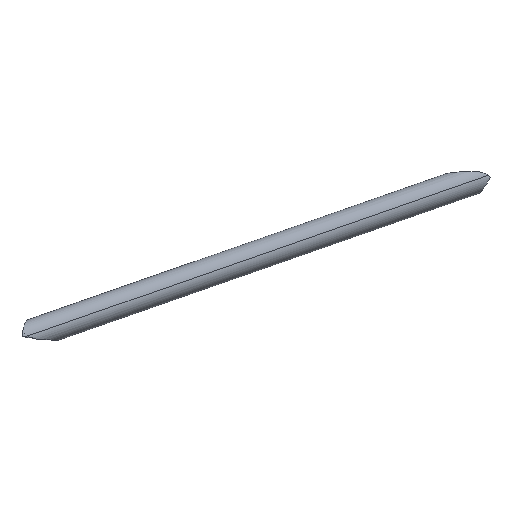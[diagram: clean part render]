
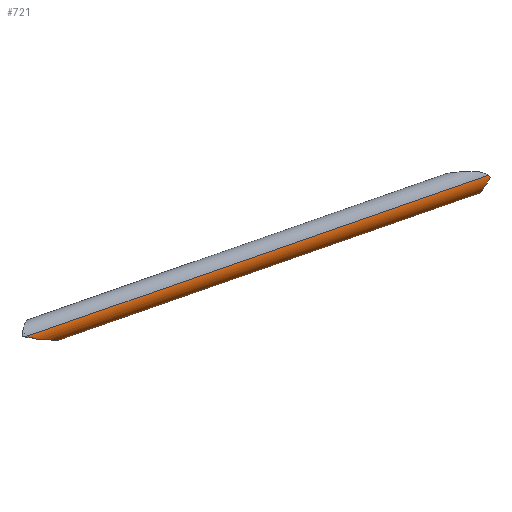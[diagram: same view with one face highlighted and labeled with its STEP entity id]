
A CAD part, front view. The second image highlights one B-rep face of the part: STEP entity #721.
In plain terms, the highlighted cylindrical face has radius 12.5 mm (diameter 25 mm), a partial arc.
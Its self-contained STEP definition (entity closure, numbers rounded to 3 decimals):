
#58=CARTESIAN_POINT('Control Point',(40.835,-169.669,295.928)) ;
#59=CARTESIAN_POINT('Control Point',(40.444,-170.027,294.889)) ;
#60=CARTESIAN_POINT('Control Point',(40.011,-170.456,293.89)) ;
#61=CARTESIAN_POINT('Control Point',(39.571,-170.948,292.925)) ;
#62=CARTESIAN_POINT('Control Point',(38.776,-171.952,291.242)) ;
#63=CARTESIAN_POINT('Control Point',(38.032,-173.179,289.691)) ;
#64=CARTESIAN_POINT('Control Point',(37.716,-173.773,289.028)) ;
#65=CARTESIAN_POINT('Control Point',(37.073,-175.189,287.65)) ;
#66=CARTESIAN_POINT('Control Point',(36.591,-176.855,286.5)) ;
#67=CARTESIAN_POINT('Control Point',(36.391,-177.842,285.958)) ;
#68=CARTESIAN_POINT('Control Point',(36.284,-178.902,285.544)) ;
#69=CARTESIAN_POINT('Control Point',(36.284,-180.,285.286)) ;
#70=CARTESIAN_POINT('Vertex',(40.835,-169.669,295.928)) ;
#72=CARTESIAN_POINT('Vertex',(36.284,-180.,285.286)) ;
#119=CARTESIAN_POINT('Vertex',(45.95,-193.312,298.95)) ;
#191=CARTESIAN_POINT('Control Point',(32.698,-170.097,297.563)) ;
#192=CARTESIAN_POINT('Control Point',(34.341,-169.863,297.378)) ;
#193=CARTESIAN_POINT('Control Point',(35.986,-169.679,297.157)) ;
#194=CARTESIAN_POINT('Control Point',(37.623,-169.561,296.882)) ;
#195=CARTESIAN_POINT('Control Point',(39.277,-169.515,296.508)) ;
#196=CARTESIAN_POINT('Control Point',(40.835,-169.669,295.928)) ;
#197=CARTESIAN_POINT('Vertex',(32.698,-170.097,297.563)) ;
#249=CARTESIAN_POINT('Vertex',(44.599,-193.652,300.486)) ;
#253=CARTESIAN_POINT('Control Point',(45.95,-193.312,298.95)) ;
#254=CARTESIAN_POINT('Control Point',(45.571,-193.469,299.509)) ;
#255=CARTESIAN_POINT('Control Point',(45.118,-193.578,300.031)) ;
#256=CARTESIAN_POINT('Control Point',(44.599,-193.652,300.486)) ;
#287=CARTESIAN_POINT('Control Point',(45.95,-193.312,298.95)) ;
#288=CARTESIAN_POINT('Control Point',(45.71,-193.234,298.109)) ;
#289=CARTESIAN_POINT('Control Point',(45.385,-193.122,297.296)) ;
#290=CARTESIAN_POINT('Control Point',(45.017,-192.982,296.513)) ;
#291=CARTESIAN_POINT('Control Point',(44.418,-192.725,295.362)) ;
#292=CARTESIAN_POINT('Control Point',(43.774,-192.398,294.255)) ;
#293=CARTESIAN_POINT('Control Point',(43.553,-192.28,293.886)) ;
#294=CARTESIAN_POINT('Control Point',(42.885,-191.903,292.804)) ;
#295=CARTESIAN_POINT('Control Point',(42.197,-191.449,291.765)) ;
#296=CARTESIAN_POINT('Control Point',(41.736,-191.111,291.094)) ;
#297=CARTESIAN_POINT('Control Point',(40.814,-190.358,289.794)) ;
#298=CARTESIAN_POINT('Control Point',(39.908,-189.433,288.598)) ;
#299=CARTESIAN_POINT('Control Point',(39.463,-188.924,288.03)) ;
#300=CARTESIAN_POINT('Control Point',(38.615,-187.821,286.988)) ;
#301=CARTESIAN_POINT('Control Point',(37.854,-186.509,286.138)) ;
#302=CARTESIAN_POINT('Control Point',(37.507,-185.808,285.777)) ;
#303=CARTESIAN_POINT('Control Point',(36.889,-184.285,285.199)) ;
#304=CARTESIAN_POINT('Control Point',(36.485,-182.603,284.982)) ;
#305=CARTESIAN_POINT('Control Point',(36.348,-181.727,284.979)) ;
#306=CARTESIAN_POINT('Control Point',(36.284,-180.852,285.086)) ;
#307=CARTESIAN_POINT('Control Point',(36.284,-180.,285.286)) ;
#489=CARTESIAN_POINT('Vertex',(-353.13,-225.122,162.868)) ;
#493=CARTESIAN_POINT('Control Point',(-353.13,-225.122,162.868)) ;
#494=CARTESIAN_POINT('Control Point',(-352.555,-225.04,162.557)) ;
#495=CARTESIAN_POINT('Control Point',(-351.923,-224.974,162.347)) ;
#496=CARTESIAN_POINT('Control Point',(-351.288,-224.916,162.18)) ;
#497=CARTESIAN_POINT('Control Point',(-349.745,-224.799,161.842)) ;
#498=CARTESIAN_POINT('Control Point',(-348.181,-224.729,161.606)) ;
#499=CARTESIAN_POINT('Control Point',(-347.266,-224.703,161.48)) ;
#500=CARTESIAN_POINT('Control Point',(-344.371,-224.671,161.119)) ;
#501=CARTESIAN_POINT('Control Point',(-341.47,-224.801,160.827)) ;
#502=CARTESIAN_POINT('Control Point',(-339.493,-224.973,160.636)) ;
#503=CARTESIAN_POINT('Control Point',(-335.991,-225.445,160.313)) ;
#504=CARTESIAN_POINT('Control Point',(-332.564,-226.308,160.013)) ;
#505=CARTESIAN_POINT('Control Point',(-331.105,-226.77,159.887)) ;
#506=CARTESIAN_POINT('Control Point',(-328.843,-227.671,159.696)) ;
#507=CARTESIAN_POINT('Control Point',(-326.797,-228.973,159.526)) ;
#508=CARTESIAN_POINT('Control Point',(-326.093,-229.508,159.468)) ;
#509=CARTESIAN_POINT('Control Point',(-325.125,-230.433,159.389)) ;
#510=CARTESIAN_POINT('Control Point',(-324.404,-231.549,159.33)) ;
#511=CARTESIAN_POINT('Control Point',(-324.194,-231.951,159.314)) ;
#512=CARTESIAN_POINT('Control Point',(-323.832,-232.863,159.285)) ;
#513=CARTESIAN_POINT('Control Point',(-323.694,-233.836,159.274)) ;
#514=CARTESIAN_POINT('Control Point',(-323.692,-234.367,159.274)) ;
#515=CARTESIAN_POINT('Control Point',(-323.84,-235.57,159.286)) ;
#516=CARTESIAN_POINT('Control Point',(-324.282,-236.704,159.321)) ;
#517=CARTESIAN_POINT('Control Point',(-324.604,-237.311,159.346)) ;
#518=CARTESIAN_POINT('Control Point',(-325.763,-239.09,159.436)) ;
#519=CARTESIAN_POINT('Control Point',(-327.307,-240.574,159.554)) ;
#520=CARTESIAN_POINT('Control Point',(-328.422,-241.469,159.638)) ;
#521=CARTESIAN_POINT('Control Point',(-330.543,-242.938,159.795)) ;
#522=CARTESIAN_POINT('Control Point',(-332.8,-244.183,159.956)) ;
#523=CARTESIAN_POINT('Control Point',(-333.815,-244.695,160.027)) ;
#524=CARTESIAN_POINT('Control Point',(-336.145,-245.778,160.186)) ;
#525=CARTESIAN_POINT('Control Point',(-338.542,-246.707,160.335)) ;
#526=CARTESIAN_POINT('Control Point',(-339.893,-247.181,160.413)) ;
#527=CARTESIAN_POINT('Control Point',(-341.256,-247.617,160.485)) ;
#528=CARTESIAN_POINT('Control Point',(-342.631,-248.015,160.538)) ;
#529=CARTESIAN_POINT('Vertex',(-342.631,-248.015,160.538)) ;
#600=CARTESIAN_POINT('Line Origine',(-150.495,-221.476,232.377)) ;
#604=CARTESIAN_POINT('Vertex',(-349.779,-249.897,162.805)) ;
#607=CARTESIAN_POINT('Line Origine',(-154.025,-196.727,232.377)) ;
#698=CARTESIAN_POINT('Axis2P3D Location',(-152.26,-209.101,232.377)) ;
#704=CARTESIAN_POINT('Control Point',(-349.779,-249.897,162.805)) ;
#705=CARTESIAN_POINT('Control Point',(-348.267,-249.682,162.528)) ;
#706=CARTESIAN_POINT('Control Point',(-346.801,-249.412,162.056)) ;
#707=CARTESIAN_POINT('Control Point',(-345.367,-249.046,161.595)) ;
#708=CARTESIAN_POINT('Control Point',(-343.97,-248.587,161.076)) ;
#709=CARTESIAN_POINT('Control Point',(-342.631,-248.015,160.538)) ;
#601=DIRECTION('Vector Direction',(0.936,0.133,0.327)) ;
#608=DIRECTION('Vector Direction',(0.936,0.133,0.327)) ;
#699=DIRECTION('Axis2P3D Direction',(0.936,0.133,0.327)) ;
#700=DIRECTION('Axis2P3D XDirection',(0.141,-0.99,0.)) ;
#701=AXIS2_PLACEMENT_3D('Cylinder Axis2P3D',#698,#699,#700) ;
#712=ORIENTED_EDGE('',*,*,#531,.F.) ;
#713=ORIENTED_EDGE('',*,*,#611,.T.) ;
#714=ORIENTED_EDGE('',*,*,#199,.T.) ;
#715=ORIENTED_EDGE('',*,*,#74,.T.) ;
#716=ORIENTED_EDGE('',*,*,#308,.F.) ;
#717=ORIENTED_EDGE('',*,*,#257,.T.) ;
#718=ORIENTED_EDGE('',*,*,#606,.F.) ;
#719=ORIENTED_EDGE('',*,*,#710,.T.) ;
#602=VECTOR('Line Direction',#601,1.) ;
#609=VECTOR('Line Direction',#608,1.) ;
#721=ADVANCED_FACE('PartBody',(#720),#702,.T.) ;
#57=B_SPLINE_CURVE_WITH_KNOTS('',5,(#58,#59,#60,#61,#62,#63,#64,#65,#66,#67,#68,#69),.UNSPECIFIED.,.F.,.U.,(6,3,3,6),(7.199,15.447,22.115,30.088),.UNSPECIFIED.) ;
#190=B_SPLINE_CURVE_WITH_KNOTS('',5,(#191,#192,#193,#194,#195,#196),.UNSPECIFIED.,.F.,.U.,(6,6),(0.,11.808),.UNSPECIFIED.) ;
#252=B_SPLINE_CURVE_WITH_KNOTS('',3,(#253,#254,#255,#256),.UNSPECIFIED.,.F.,.U.,(4,4),(59.969,62.912),.UNSPECIFIED.) ;
#286=B_SPLINE_CURVE_WITH_KNOTS('',5,(#287,#288,#289,#290,#291,#292,#293,#294,#295,#296,#297,#298,#299,#300,#301,#302,#303,#304,#305,#306,#307),.UNSPECIFIED.,.F.,.U.,(6,3,3,3,3,3,6),(1.766,7.965,11.112,17.338,23.556,29.586,35.777),.UNSPECIFIED.) ;
#492=B_SPLINE_CURVE_WITH_KNOTS('',5,(#493,#494,#495,#496,#497,#498,#499,#500,#501,#502,#503,#504,#505,#506,#507,#508,#509,#510,#511,#512,#513,#514,#515,#516,#517,#518,#519,#520,#521,#522,#523,#524,#525,#526,#527,#528),.UNSPECIFIED.,.F.,.U.,(6,3,3,3,3,3,3,3,3,3,3,6),(0.,4.659,11.19,25.283,36.236,42.428,45.61,49.326,54.132,64.313,72.375,82.508),.UNSPECIFIED.) ;
#703=B_SPLINE_CURVE_WITH_KNOTS('',5,(#704,#705,#706,#707,#708,#709),.UNSPECIFIED.,.F.,.U.,(6,6),(0.,10.973),.UNSPECIFIED.) ;
#702=CYLINDRICAL_SURFACE('generated cylinder',#701,12.5) ;
#74=EDGE_CURVE('',#71,#73,#57,.T.) ;
#199=EDGE_CURVE('',#198,#71,#190,.T.) ;
#257=EDGE_CURVE('',#120,#250,#252,.T.) ;
#308=EDGE_CURVE('',#120,#73,#286,.T.) ;
#531=EDGE_CURVE('',#490,#530,#492,.T.) ;
#606=EDGE_CURVE('',#605,#250,#603,.T.) ;
#611=EDGE_CURVE('',#490,#198,#610,.T.) ;
#710=EDGE_CURVE('',#605,#530,#703,.T.) ;
#711=EDGE_LOOP('',(#712,#713,#714,#715,#716,#717,#718,#719)) ;
#720=FACE_OUTER_BOUND('',#711,.T.) ;
#603=LINE('Line',#600,#602) ;
#610=LINE('Line',#607,#609) ;
#71=VERTEX_POINT('',#70) ;
#73=VERTEX_POINT('',#72) ;
#120=VERTEX_POINT('',#119) ;
#198=VERTEX_POINT('',#197) ;
#250=VERTEX_POINT('',#249) ;
#490=VERTEX_POINT('',#489) ;
#530=VERTEX_POINT('',#529) ;
#605=VERTEX_POINT('',#604) ;
